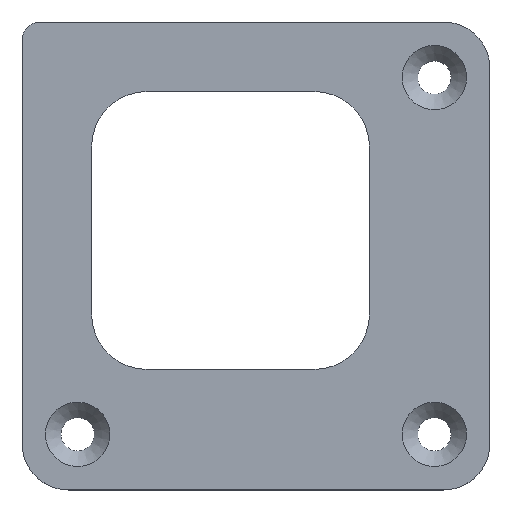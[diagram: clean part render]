
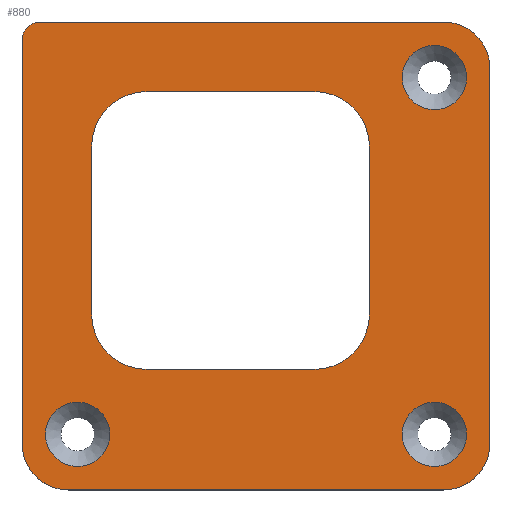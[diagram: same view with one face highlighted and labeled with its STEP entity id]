
A CAD part, top view. The second image highlights one B-rep face of the part: STEP entity #880.
In plain terms, the highlighted planar face has unit normal (0, 0, 1).
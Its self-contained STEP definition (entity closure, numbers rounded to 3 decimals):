
#63=CIRCLE('',#962,3.47);
#64=CIRCLE('',#963,3.47);
#65=CIRCLE('',#964,3.47);
#66=CIRCLE('',#965,5.);
#67=CIRCLE('',#966,5.);
#68=CIRCLE('',#967,5.);
#69=CIRCLE('',#968,2.);
#70=CIRCLE('',#969,6.);
#71=CIRCLE('',#970,6.);
#72=CIRCLE('',#971,6.);
#73=CIRCLE('',#972,6.);
#194=ORIENTED_EDGE('',*,*,#424,.T.);
#195=ORIENTED_EDGE('',*,*,#425,.T.);
#196=ORIENTED_EDGE('',*,*,#426,.T.);
#197=ORIENTED_EDGE('',*,*,#404,.T.);
#198=ORIENTED_EDGE('',*,*,#427,.T.);
#199=ORIENTED_EDGE('',*,*,#428,.T.);
#200=ORIENTED_EDGE('',*,*,#429,.T.);
#201=ORIENTED_EDGE('',*,*,#430,.T.);
#202=ORIENTED_EDGE('',*,*,#431,.T.);
#203=ORIENTED_EDGE('',*,*,#400,.T.);
#204=ORIENTED_EDGE('',*,*,#432,.T.);
#205=ORIENTED_EDGE('',*,*,#412,.F.);
#206=ORIENTED_EDGE('',*,*,#433,.T.);
#207=ORIENTED_EDGE('',*,*,#374,.F.);
#208=ORIENTED_EDGE('',*,*,#434,.T.);
#209=ORIENTED_EDGE('',*,*,#417,.F.);
#210=ORIENTED_EDGE('',*,*,#435,.T.);
#211=ORIENTED_EDGE('',*,*,#422,.F.);
#212=ORIENTED_EDGE('',*,*,#436,.T.);
#374=EDGE_CURVE('',#497,#498,#574,.T.);
#400=EDGE_CURVE('',#517,#518,#592,.T.);
#404=EDGE_CURVE('',#520,#519,#596,.T.);
#412=EDGE_CURVE('',#521,#522,#604,.T.);
#417=EDGE_CURVE('',#524,#525,#609,.T.);
#422=EDGE_CURVE('',#527,#528,#614,.T.);
#424=EDGE_CURVE('',#529,#529,#63,.T.);
#425=EDGE_CURVE('',#530,#530,#64,.T.);
#426=EDGE_CURVE('',#531,#531,#65,.T.);
#427=EDGE_CURVE('',#519,#532,#66,.T.);
#428=EDGE_CURVE('',#532,#533,#616,.T.);
#429=EDGE_CURVE('',#533,#534,#67,.T.);
#430=EDGE_CURVE('',#534,#535,#617,.T.);
#431=EDGE_CURVE('',#535,#517,#68,.T.);
#432=EDGE_CURVE('',#518,#520,#69,.T.);
#433=EDGE_CURVE('',#521,#498,#70,.F.);
#434=EDGE_CURVE('',#497,#525,#71,.F.);
#435=EDGE_CURVE('',#524,#528,#72,.F.);
#436=EDGE_CURVE('',#527,#522,#73,.F.);
#497=VERTEX_POINT('',#1362);
#498=VERTEX_POINT('',#1364);
#517=VERTEX_POINT('',#1413);
#518=VERTEX_POINT('',#1414);
#519=VERTEX_POINT('',#1419);
#520=VERTEX_POINT('',#1421);
#521=VERTEX_POINT('',#1434);
#522=VERTEX_POINT('',#1435);
#524=VERTEX_POINT('',#1442);
#525=VERTEX_POINT('',#1444);
#527=VERTEX_POINT('',#1451);
#528=VERTEX_POINT('',#1453);
#529=VERTEX_POINT('',#1457);
#530=VERTEX_POINT('',#1459);
#531=VERTEX_POINT('',#1461);
#532=VERTEX_POINT('',#1463);
#533=VERTEX_POINT('',#1465);
#534=VERTEX_POINT('',#1467);
#535=VERTEX_POINT('',#1469);
#574=LINE('',#1363,#656);
#592=LINE('',#1412,#674);
#596=LINE('',#1420,#678);
#604=LINE('',#1433,#686);
#609=LINE('',#1443,#691);
#614=LINE('',#1452,#696);
#616=LINE('',#1464,#698);
#617=LINE('',#1468,#699);
#656=VECTOR('',#1077,1000.);
#674=VECTOR('',#1119,1000.);
#678=VECTOR('',#1125,1000.);
#686=VECTOR('',#1141,1000.);
#691=VECTOR('',#1148,1000.);
#696=VECTOR('',#1155,1000.);
#698=VECTOR('',#1167,1000.);
#699=VECTOR('',#1170,1000.);
#732=EDGE_LOOP('',(#194));
#733=EDGE_LOOP('',(#195));
#734=EDGE_LOOP('',(#196));
#735=EDGE_LOOP('',(#197,#198,#199,#200,#201,#202,#203,#204));
#736=EDGE_LOOP('',(#205,#206,#207,#208,#209,#210,#211,#212));
#796=FACE_BOUND('',#732,.T.);
#797=FACE_BOUND('',#733,.T.);
#798=FACE_BOUND('',#734,.T.);
#799=FACE_BOUND('',#735,.T.);
#800=FACE_BOUND('',#736,.T.);
#855=PLANE('',#961);
#880=ADVANCED_FACE('',(#796,#797,#798,#799,#800),#855,.T.);
#961=AXIS2_PLACEMENT_3D('',#1455,#1157,#1158);
#962=AXIS2_PLACEMENT_3D('',#1456,#1159,#1160);
#963=AXIS2_PLACEMENT_3D('',#1458,#1161,#1162);
#964=AXIS2_PLACEMENT_3D('',#1460,#1163,#1164);
#965=AXIS2_PLACEMENT_3D('',#1462,#1165,#1166);
#966=AXIS2_PLACEMENT_3D('',#1466,#1168,#1169);
#967=AXIS2_PLACEMENT_3D('',#1470,#1171,#1172);
#968=AXIS2_PLACEMENT_3D('',#1471,#1173,#1174);
#969=AXIS2_PLACEMENT_3D('',#1472,#1175,#1176);
#970=AXIS2_PLACEMENT_3D('',#1473,#1177,#1178);
#971=AXIS2_PLACEMENT_3D('',#1474,#1179,#1180);
#972=AXIS2_PLACEMENT_3D('',#1475,#1181,#1182);
#1077=DIRECTION('',(0.,1.,0.));
#1119=DIRECTION('',(-1.,0.,0.));
#1125=DIRECTION('',(0.,-1.,0.));
#1141=DIRECTION('',(-1.,0.,0.));
#1148=DIRECTION('',(1.,0.,0.));
#1155=DIRECTION('',(0.,-1.,0.));
#1157=DIRECTION('',(0.,0.,1.));
#1158=DIRECTION('',(1.,0.,0.));
#1159=DIRECTION('',(0.,0.,-1.));
#1160=DIRECTION('',(0.,1.,0.));
#1161=DIRECTION('',(0.,0.,-1.));
#1162=DIRECTION('',(0.,1.,0.));
#1163=DIRECTION('',(0.,0.,-1.));
#1164=DIRECTION('',(0.,1.,0.));
#1165=DIRECTION('',(0.,0.,1.));
#1166=DIRECTION('',(1.,0.,0.));
#1167=DIRECTION('',(1.,0.,0.));
#1168=DIRECTION('',(0.,0.,1.));
#1169=DIRECTION('',(1.,0.,0.));
#1170=DIRECTION('',(0.,1.,0.));
#1171=DIRECTION('',(0.,0.,1.));
#1172=DIRECTION('',(1.,0.,0.));
#1173=DIRECTION('',(0.,0.,1.));
#1174=DIRECTION('',(1.,0.,0.));
#1175=DIRECTION('',(0.,0.,1.));
#1176=DIRECTION('',(1.,0.,0.));
#1177=DIRECTION('',(0.,0.,1.));
#1178=DIRECTION('',(1.,0.,0.));
#1179=DIRECTION('',(0.,0.,1.));
#1180=DIRECTION('',(1.,0.,0.));
#1181=DIRECTION('',(0.,0.,1.));
#1182=DIRECTION('',(1.,0.,0.));
#1362=CARTESIAN_POINT('',(15.,-9.,5.));
#1363=CARTESIAN_POINT('',(15.,-15.,5.));
#1364=CARTESIAN_POINT('',(15.,9.,5.));
#1412=CARTESIAN_POINT('',(22.5,22.5,5.));
#1413=CARTESIAN_POINT('',(23.,22.5,5.));
#1414=CARTESIAN_POINT('',(-20.5,22.5,5.));
#1419=CARTESIAN_POINT('',(-22.5,-23.,5.));
#1420=CARTESIAN_POINT('',(-22.5,22.5,5.));
#1421=CARTESIAN_POINT('',(-22.5,20.5,5.));
#1433=CARTESIAN_POINT('',(15.,15.,5.));
#1434=CARTESIAN_POINT('',(9.,15.,5.));
#1435=CARTESIAN_POINT('',(-9.,15.,5.));
#1442=CARTESIAN_POINT('',(-9.,-15.,5.));
#1443=CARTESIAN_POINT('',(-15.,-15.,5.));
#1444=CARTESIAN_POINT('',(9.,-15.,5.));
#1451=CARTESIAN_POINT('',(-15.,9.,5.));
#1452=CARTESIAN_POINT('',(-15.,15.,5.));
#1453=CARTESIAN_POINT('',(-15.,-9.,5.));
#1455=CARTESIAN_POINT('',(0.,0.,5.));
#1456=CARTESIAN_POINT('',(-16.5,-22.,5.));
#1457=CARTESIAN_POINT('',(-16.5,-18.53,5.));
#1458=CARTESIAN_POINT('',(22.,-22.,5.));
#1459=CARTESIAN_POINT('',(22.,-18.53,5.));
#1460=CARTESIAN_POINT('',(22.,16.5,5.));
#1461=CARTESIAN_POINT('',(22.,19.97,5.));
#1462=CARTESIAN_POINT('',(-17.5,-23.,5.));
#1463=CARTESIAN_POINT('',(-17.5,-28.,5.));
#1464=CARTESIAN_POINT('',(-22.5,-28.,5.));
#1465=CARTESIAN_POINT('',(23.,-28.,5.));
#1466=CARTESIAN_POINT('',(23.,-23.,5.));
#1467=CARTESIAN_POINT('',(28.,-23.,5.));
#1468=CARTESIAN_POINT('',(28.,-28.,5.));
#1469=CARTESIAN_POINT('',(28.,17.5,5.));
#1470=CARTESIAN_POINT('',(23.,17.5,5.));
#1471=CARTESIAN_POINT('',(-20.5,20.5,5.));
#1472=CARTESIAN_POINT('',(9.,9.,5.));
#1473=CARTESIAN_POINT('',(9.,-9.,5.));
#1474=CARTESIAN_POINT('',(-9.,-9.,5.));
#1475=CARTESIAN_POINT('',(-9.,9.,5.));
